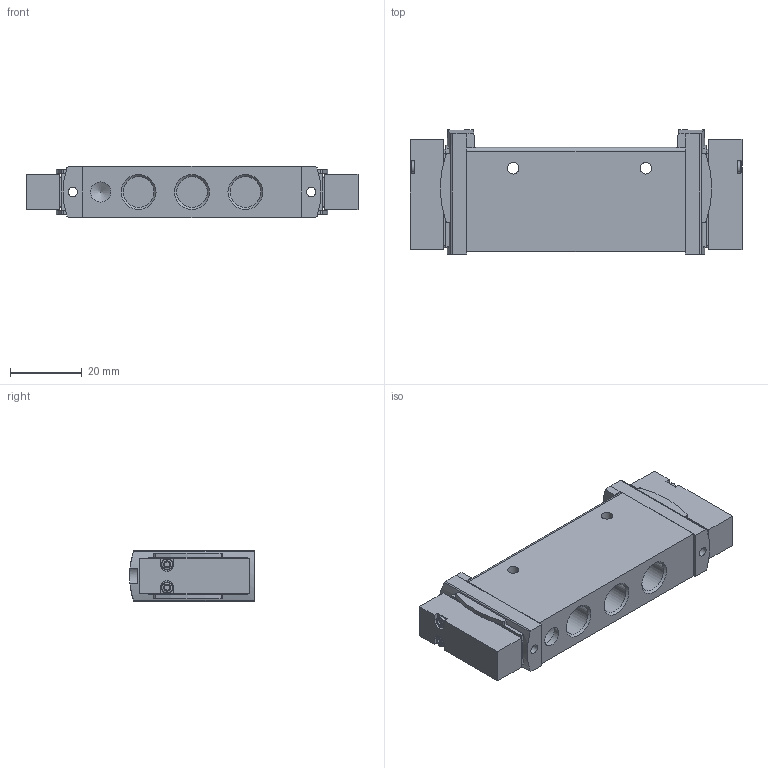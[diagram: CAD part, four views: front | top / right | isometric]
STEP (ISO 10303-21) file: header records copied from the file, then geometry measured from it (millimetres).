
FILE_DESCRIPTION(/* description */ ('STEP AP214'),/* implementation_level */ '2;1');
FILE_NAME(/* name */ '574260_VUWG-L14-T32U-M-G18',/* time_stamp */ '2024-09-17T21:42:32+02:00',/* author */ ('License CC BY-ND 4.0'),/* organization */ ('CADENAS'),/* preprocessor_version */ 'ST-DEVELOPER v19.3',/* originating_system */ 'PARTsolutions',/* authorisation */ ' ');
FILE_SCHEMA (('AP242_MANAGED_MODEL_BASED_3D_ENGINEERING_MIM_LF { 1 0 10303 442 3 1 4 }','AUTOMOTIVE_DESIGN {1 0 10303 214 3 1 1}'));
Length unit declared in the file: millimetre
Products named in the file (2): 574260 VUWG-L14-T32U-M-G18; 571755 VUWG-L14-T32U-M-G18---(G)
Assembly tree (1 placements, depth 2):
  574260 VUWG-L14-T32U-M-G18
    571755 VUWG-L14-T32U-M-G18---(G)
Bounding box: 92.6 x 34.8 x 14.4 mm (x, y, z)
Volume: 33989.3 mm3; surface area: 11601.3 mm2
Topology: 1 solids, 1 shells, 415 faces, 1123 edges, 733 vertices
Faces by surface type: cylinder 216, plane 177, cone 10, torus 8, sphere 4
Full cylindrical faces by diameter (mm): 2.6 x2, 3.2 x6, 4.134 x2, 5.6 x1, 8.566 x5
Entity records: 13093 total; most frequent: DIRECTION 2394, CARTESIAN_POINT 2328, ORIENTED_EDGE 2158, EDGE_CURVE 1079, AXIS2_PLACEMENT_3D 922, VERTEX_POINT 730, LINE 550, VECTOR 550
